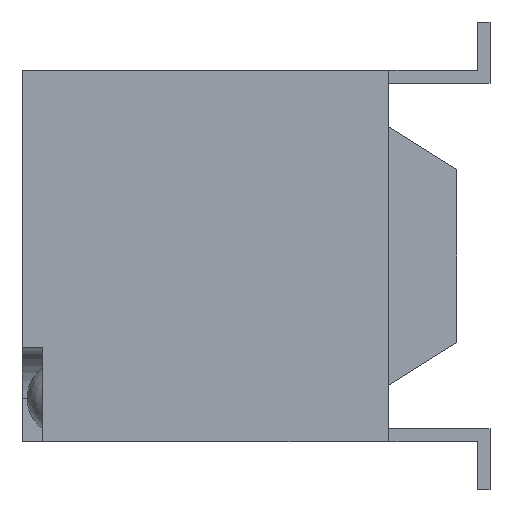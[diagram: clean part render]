
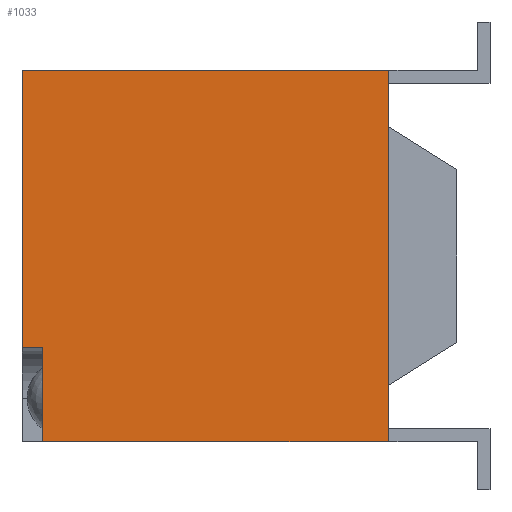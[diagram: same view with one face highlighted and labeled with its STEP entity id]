
A CAD part, left-side view. The second image highlights one B-rep face of the part: STEP entity #1033.
In plain terms, the highlighted planar face has unit normal (-1, 0, 0).
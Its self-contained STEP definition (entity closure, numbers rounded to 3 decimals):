
#40 = EDGE_CURVE ( 'NONE', #1091, #498, #1503, .T. ) ;
#229 = ORIENTED_EDGE ( 'NONE', *, *, #40, .T. ) ;
#341 = EDGE_LOOP ( 'NONE', ( #2261, #2206, #1293, #1315, #229, #2242 ) ) ;
#498 = VERTEX_POINT ( 'NONE', #3929 ) ;
#530 = VERTEX_POINT ( 'NONE', #4057 ) ;
#541 = EDGE_CURVE ( 'NONE', #2360, #1091, #4079, .T. ) ;
#630 = EDGE_CURVE ( 'NONE', #2968, #498, #4374, .T. ) ;
#1030 = EDGE_CURVE ( 'NONE', #530, #2775, #3667, .T. ) ;
#1033 = ADVANCED_FACE ( 'NONE', ( #3679 ), #3680, .F. ) ;
#1090 = EDGE_CURVE ( 'NONE', #2360, #530, #1376, .T. ) ;
#1091 = VERTEX_POINT ( 'NONE', #1380 ) ;
#1293 = ORIENTED_EDGE ( 'NONE', *, *, #1090, .F. ) ;
#1315 = ORIENTED_EDGE ( 'NONE', *, *, #541, .T. ) ;
#1376 = LINE ( 'NONE', #1377, #1378 ) ;
#1377 = CARTESIAN_POINT ( 'NONE',  ( -1.05, 8.8, -3.65 ) ) ;
#1378 = VECTOR ( 'NONE', #1379, 1000. ) ;
#1379 = DIRECTION ( 'NONE',  ( 0., 0., 1. ) ) ;
#1380 = CARTESIAN_POINT ( 'NONE',  ( -1.05, 2., -3.65 ) ) ;
#1503 = LINE ( 'NONE', #1504, #1505 ) ;
#1504 = CARTESIAN_POINT ( 'NONE',  ( -1.05, 2., -3.65 ) ) ;
#1505 = VECTOR ( 'NONE', #1506, 1000. ) ;
#1506 = DIRECTION ( 'NONE',  ( 0., 0., 1. ) ) ;
#2206 = ORIENTED_EDGE ( 'NONE', *, *, #1030, .F. ) ;
#2242 = ORIENTED_EDGE ( 'NONE', *, *, #630, .F. ) ;
#2261 = ORIENTED_EDGE ( 'NONE', *, *, #2413, .F. ) ;
#2360 = VERTEX_POINT ( 'NONE', #3307 ) ;
#2413 = EDGE_CURVE ( 'NONE', #2775, #2968, #3339, .T. ) ;
#2775 = VERTEX_POINT ( 'NONE', #3598 ) ;
#2968 = VERTEX_POINT ( 'NONE', #3755 ) ;
#3307 = CARTESIAN_POINT ( 'NONE',  ( -1.05, 8.8, -3.65 ) ) ;
#3339 = LINE ( 'NONE', #3340, #3341 ) ;
#3340 = CARTESIAN_POINT ( 'NONE',  ( -1.05, 9.2, -3.65 ) ) ;
#3341 = VECTOR ( 'NONE', #3342, 1000. ) ;
#3342 = DIRECTION ( 'NONE',  ( 0., 0., 1. ) ) ;
#3598 = CARTESIAN_POINT ( 'NONE',  ( -1.05, 9.2, -1.8 ) ) ;
#3667 = LINE ( 'NONE', #3668, #3669 ) ;
#3668 = CARTESIAN_POINT ( 'NONE',  ( -1.05, 8.8, -1.8 ) ) ;
#3669 = VECTOR ( 'NONE', #3670, 1000. ) ;
#3670 = DIRECTION ( 'NONE',  ( 0., 1., 0. ) ) ;
#3679 = FACE_OUTER_BOUND ( 'NONE', #341, .T. ) ;
#3680 = PLANE ( 'NONE',  #3681 ) ;
#3681 = AXIS2_PLACEMENT_3D ( 'NONE', #3682, #3683, #3684 ) ;
#3682 = CARTESIAN_POINT ( 'NONE',  ( -1.05, 9.2, -3.65 ) ) ;
#3683 = DIRECTION ( 'NONE',  ( 1., 0., 0. ) ) ;
#3684 = DIRECTION ( 'NONE',  ( 0., 0., -1. ) ) ;
#3755 = CARTESIAN_POINT ( 'NONE',  ( -1.05, 9.2, 3.65 ) ) ;
#3929 = CARTESIAN_POINT ( 'NONE',  ( -1.05, 2., 3.65 ) ) ;
#4057 = CARTESIAN_POINT ( 'NONE',  ( -1.05, 8.8, -1.8 ) ) ;
#4079 = LINE ( 'NONE', #4083, #4084 ) ;
#4083 = CARTESIAN_POINT ( 'NONE',  ( -1.05, 9.2, -3.65 ) ) ;
#4084 = VECTOR ( 'NONE', #4085, 1000. ) ;
#4085 = DIRECTION ( 'NONE',  ( 0., -1., 0. ) ) ;
#4374 = LINE ( 'NONE', #4375, #4376 ) ;
#4375 = CARTESIAN_POINT ( 'NONE',  ( -1.05, 9.2, 3.65 ) ) ;
#4376 = VECTOR ( 'NONE', #4377, 1000. ) ;
#4377 = DIRECTION ( 'NONE',  ( 0., -1., 0. ) ) ;
